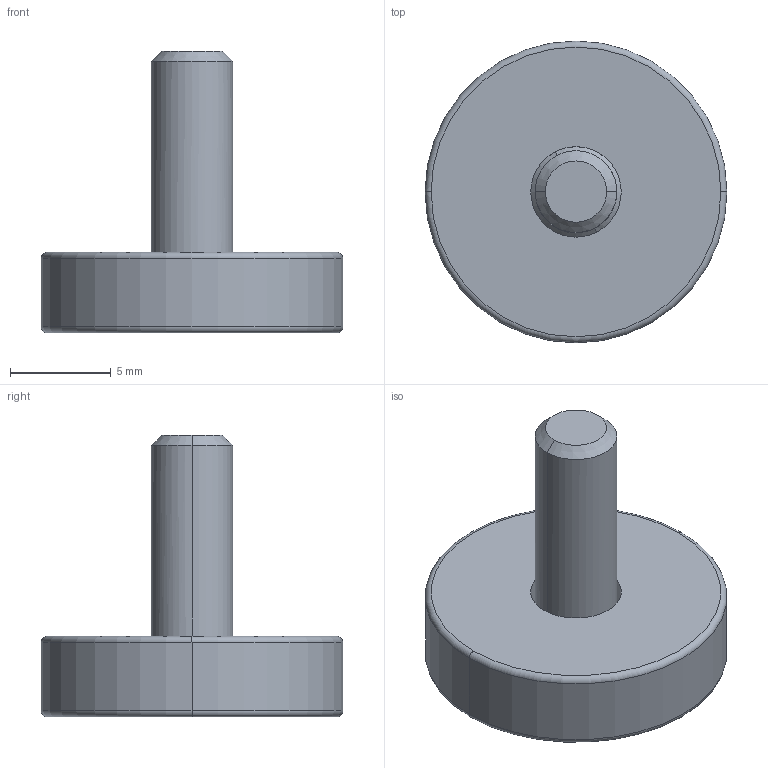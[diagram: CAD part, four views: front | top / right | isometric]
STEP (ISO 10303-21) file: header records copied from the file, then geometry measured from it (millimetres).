
FILE_DESCRIPTION (( 'STEP AP203' ), '1' );
FILE_NAME ('GRCA-001.step', '2025-02-06T16:26:25', ( '' ), ( '' ), 'SwSTEP 2.0', 'SolidWorks 2024', '' );
FILE_SCHEMA (( 'CONFIG_CONTROL_DESIGN' ));
Length unit declared in the file: inch
Products named in the file (1): GRCA-001
Bounding box: 15 x 15 x 14 mm (x, y, z)
Volume: 819.2 mm3; surface area: 836 mm2
Topology: 2 solids, 2 shells, 35 faces, 80 edges, 50 vertices
Faces by surface type: plane 17, cylinder 8, cone 6, torus 4
Entity records: 1065 total; most frequent: DIRECTION 182, CARTESIAN_POINT 166, ORIENTED_EDGE 160, EDGE_CURVE 80, AXIS2_PLACEMENT_3D 66, VERTEX_POINT 50, VECTOR 50, LINE 50
